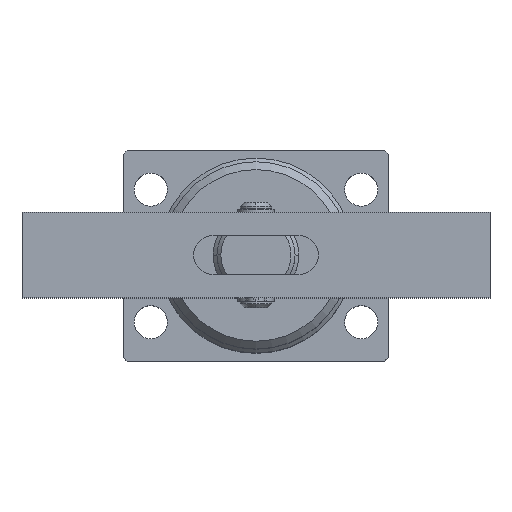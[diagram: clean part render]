
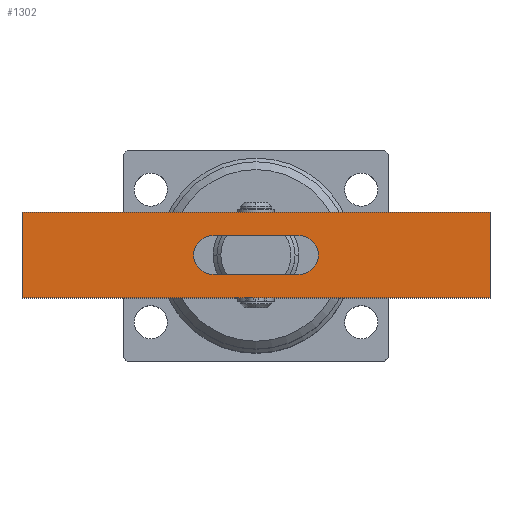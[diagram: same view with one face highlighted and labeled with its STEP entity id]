
A CAD part, top view. The second image highlights one B-rep face of the part: STEP entity #1302.
In plain terms, the highlighted face is planar.
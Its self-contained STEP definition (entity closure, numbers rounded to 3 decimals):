
#458 = CARTESIAN_POINT ( 'NONE',  ( 11., -11., -5. ) ) ;
#516 = CARTESIAN_POINT ( 'NONE',  ( 60., -11., -11. ) ) ;
#776 = VERTEX_POINT ( 'NONE', #3763 ) ;
#1150 = CARTESIAN_POINT ( 'NONE',  ( -11., -11., -5. ) ) ;
#1151 = CARTESIAN_POINT ( 'NONE',  ( -60., -11., -11. ) ) ;
#1176 = CARTESIAN_POINT ( 'NONE',  ( -60., -11., 11. ) ) ;
#1189 = CARTESIAN_POINT ( 'NONE',  ( 11., -11., 5. ) ) ;
#1200 = CARTESIAN_POINT ( 'NONE',  ( -11., -11., 5. ) ) ;
#1302 = ADVANCED_FACE ( 'NONE', ( #2253, #2247 ), #3381, .F. ) ;
#1535 = VECTOR ( 'NONE', #4722, 1000. ) ;
#1536 = CIRCLE ( 'NONE', #2340, 5. ) ;
#1537 = CIRCLE ( 'NONE', #2342, 5. ) ;
#1542 = LINE ( 'NONE', #4702, #1535 ) ;
#1553 = VECTOR ( 'NONE', #4804, 1000. ) ;
#1555 = VECTOR ( 'NONE', #4806, 1000. ) ;
#1556 = LINE ( 'NONE', #4820, #1553 ) ;
#1558 = LINE ( 'NONE', #4821, #1555 ) ;
#2247 = FACE_OUTER_BOUND ( 'NONE', #2649, .T. ) ;
#2253 = FACE_BOUND ( 'NONE', #2635, .T. ) ;
#2340 = AXIS2_PLACEMENT_3D ( 'NONE', #4697, #4696, #4695 ) ;
#2342 = AXIS2_PLACEMENT_3D ( 'NONE', #4701, #4700, #4699 ) ;
#2567 = AXIS2_PLACEMENT_3D ( 'NONE', #3390, #3363, #3355 ) ;
#2635 = EDGE_LOOP ( 'NONE', ( #4471, #4472, #4473, #4474 ) ) ;
#2649 = EDGE_LOOP ( 'NONE', ( #4475, #4476, #4477, #4478 ) ) ;
#2728 = VERTEX_POINT ( 'NONE', #516 ) ;
#2833 = VERTEX_POINT ( 'NONE', #458 ) ;
#2912 = VERTEX_POINT ( 'NONE', #1200 ) ;
#2927 = VERTEX_POINT ( 'NONE', #1176 ) ;
#3026 = DIRECTION ( 'NONE',  ( -1., 0., 0. ) ) ;
#3030 = CARTESIAN_POINT ( 'NONE',  ( -11., -11., -5. ) ) ;
#3032 = DIRECTION ( 'NONE',  ( 0., 0., -1. ) ) ;
#3034 = CARTESIAN_POINT ( 'NONE',  ( -60., -11., 11. ) ) ;
#3070 = DIRECTION ( 'NONE',  ( 0., 0., -1. ) ) ;
#3082 = CARTESIAN_POINT ( 'NONE',  ( 60., -11., 11. ) ) ;
#3086 = VERTEX_POINT ( 'NONE', #1189 ) ;
#3129 = VERTEX_POINT ( 'NONE', #1151 ) ;
#3130 = VERTEX_POINT ( 'NONE', #1150 ) ;
#3355 = DIRECTION ( 'NONE',  ( 0., 0., 1. ) ) ;
#3363 = DIRECTION ( 'NONE',  ( 0., 1., 0. ) ) ;
#3381 = PLANE ( 'NONE',  #2567 ) ;
#3390 = CARTESIAN_POINT ( 'NONE',  ( -60., -11., 11. ) ) ;
#3763 = CARTESIAN_POINT ( 'NONE',  ( 60., -11., 11. ) ) ;
#3844 = VECTOR ( 'NONE', #3026, 1000. ) ;
#3845 = VECTOR ( 'NONE', #3032, 1000. ) ;
#3846 = LINE ( 'NONE', #3030, #3844 ) ;
#3848 = LINE ( 'NONE', #3034, #3845 ) ;
#3855 = VECTOR ( 'NONE', #3070, 1000. ) ;
#3860 = LINE ( 'NONE', #3082, #3855 ) ;
#4471 = ORIENTED_EDGE ( 'NONE', *, *, #5473, .T. ) ;
#4472 = ORIENTED_EDGE ( 'NONE', *, *, #5252, .T. ) ;
#4473 = ORIENTED_EDGE ( 'NONE', *, *, #5253, .T. ) ;
#4474 = ORIENTED_EDGE ( 'NONE', *, *, #5254, .T. ) ;
#4475 = ORIENTED_EDGE ( 'NONE', *, *, #4957, .T. ) ;
#4476 = ORIENTED_EDGE ( 'NONE', *, *, #5466, .F. ) ;
#4477 = ORIENTED_EDGE ( 'NONE', *, *, #4958, .F. ) ;
#4478 = ORIENTED_EDGE ( 'NONE', *, *, #5472, .T. ) ;
#4695 = DIRECTION ( 'NONE',  ( 0., 0., 1. ) ) ;
#4696 = DIRECTION ( 'NONE',  ( 0., 1., 0. ) ) ;
#4697 = CARTESIAN_POINT ( 'NONE',  ( 11., -11., 0. ) ) ;
#4699 = DIRECTION ( 'NONE',  ( 0., 0., 1. ) ) ;
#4700 = DIRECTION ( 'NONE',  ( 0., 1., 0. ) ) ;
#4701 = CARTESIAN_POINT ( 'NONE',  ( -11., -11., 0. ) ) ;
#4702 = CARTESIAN_POINT ( 'NONE',  ( -11., -11., 5. ) ) ;
#4722 = DIRECTION ( 'NONE',  ( 1., 0., 0. ) ) ;
#4804 = DIRECTION ( 'NONE',  ( 1., 0., 0. ) ) ;
#4806 = DIRECTION ( 'NONE',  ( 1., 0., 0. ) ) ;
#4820 = CARTESIAN_POINT ( 'NONE',  ( -60., -11., 11. ) ) ;
#4821 = CARTESIAN_POINT ( 'NONE',  ( -60., -11., -11. ) ) ;
#4957 = EDGE_CURVE ( 'NONE', #3129, #2728, #1558, .T. ) ;
#4958 = EDGE_CURVE ( 'NONE', #2927, #776, #1556, .T. ) ;
#5252 = EDGE_CURVE ( 'NONE', #3130, #2912, #1537, .T. ) ;
#5253 = EDGE_CURVE ( 'NONE', #2912, #3086, #1542, .T. ) ;
#5254 = EDGE_CURVE ( 'NONE', #3086, #2833, #1536, .T. ) ;
#5466 = EDGE_CURVE ( 'NONE', #776, #2728, #3860, .T. ) ;
#5472 = EDGE_CURVE ( 'NONE', #2927, #3129, #3848, .T. ) ;
#5473 = EDGE_CURVE ( 'NONE', #2833, #3130, #3846, .T. ) ;
